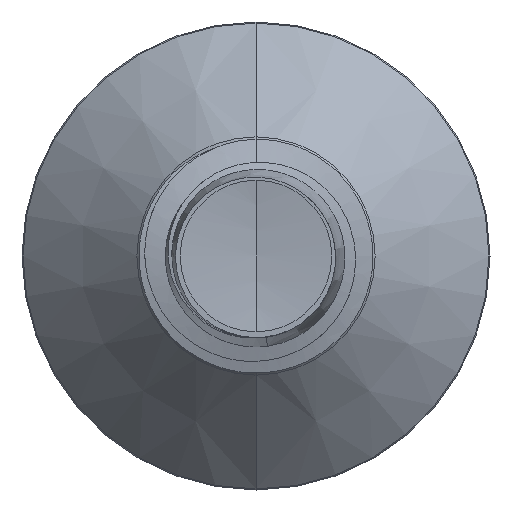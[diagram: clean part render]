
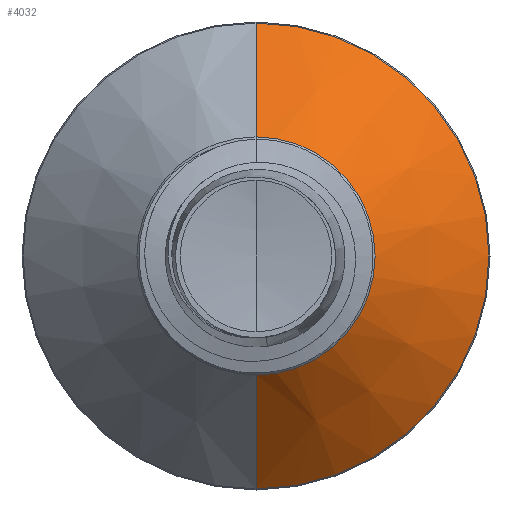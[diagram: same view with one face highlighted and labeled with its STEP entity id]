
A CAD part, front view. The second image highlights one B-rep face of the part: STEP entity #4032.
In plain terms, the highlighted conical face has half-angle 45 degrees and reference radius 1.782 mm.
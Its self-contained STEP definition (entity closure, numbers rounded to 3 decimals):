
#60 = ORIENTED_EDGE ( 'NONE', *, *, #836, .F. ) ;
#376 = CARTESIAN_POINT ( 'NONE',  ( 0., 1.632, 0. ) ) ;
#732 = VERTEX_POINT ( 'NONE', #3979 ) ;
#836 = EDGE_CURVE ( 'NONE', #8901, #732, #909, .T. ) ;
#909 = LINE ( 'NONE', #8342, #9288 ) ;
#962 = AXIS2_PLACEMENT_3D ( 'NONE', #8606, #4149, #9350 ) ;
#1206 = DIRECTION ( 'NONE',  ( 0., 0.707, 0.707 ) ) ;
#1544 = EDGE_CURVE ( 'NONE', #732, #1569, #7711, .T. ) ;
#1569 = VERTEX_POINT ( 'NONE', #10049 ) ;
#1691 = EDGE_CURVE ( 'NONE', #2922, #1569, #4849, .T. ) ;
#1799 = AXIS2_PLACEMENT_3D ( 'NONE', #5390, #10523, #6094 ) ;
#1876 = CARTESIAN_POINT ( 'NONE',  ( 0., 1.632, -1.782 ) ) ;
#2016 = EDGE_CURVE ( 'NONE', #8901, #2922, #4967, .T. ) ;
#2586 = VECTOR ( 'NONE', #3826, 1000. ) ;
#2922 = VERTEX_POINT ( 'NONE', #8943 ) ;
#3199 = ORIENTED_EDGE ( 'NONE', *, *, #1544, .F. ) ;
#3324 = DIRECTION ( 'NONE',  ( 0., 1., 0. ) ) ;
#3826 = DIRECTION ( 'NONE',  ( 0., 0.707, -0.707 ) ) ;
#3930 = EDGE_LOOP ( 'NONE', ( #5899, #5205, #3199, #60 ) ) ;
#3979 = CARTESIAN_POINT ( 'NONE',  ( 0., 3.335, 3.485 ) ) ;
#4032 = ADVANCED_FACE ( 'NONE', ( #6731 ), #8539, .T. ) ;
#4149 = DIRECTION ( 'NONE',  ( 0., 1., 0. ) ) ;
#4849 = LINE ( 'NONE', #1876, #2586 ) ;
#4967 = CIRCLE ( 'NONE', #1799, 1.782 ) ;
#5205 = ORIENTED_EDGE ( 'NONE', *, *, #1691, .T. ) ;
#5339 = CARTESIAN_POINT ( 'NONE',  ( 0., 1.632, 1.782 ) ) ;
#5390 = CARTESIAN_POINT ( 'NONE',  ( 0., 1.632, 0. ) ) ;
#5899 = ORIENTED_EDGE ( 'NONE', *, *, #2016, .T. ) ;
#6094 = DIRECTION ( 'NONE',  ( 0., 0., 1. ) ) ;
#6377 = DIRECTION ( 'NONE',  ( 0., 0., 1. ) ) ;
#6439 = AXIS2_PLACEMENT_3D ( 'NONE', #376, #3324, #6377 ) ;
#6731 = FACE_OUTER_BOUND ( 'NONE', #3930, .T. ) ;
#7711 = CIRCLE ( 'NONE', #962, 3.485 ) ;
#8342 = CARTESIAN_POINT ( 'NONE',  ( 0., 1.632, 1.782 ) ) ;
#8539 = CONICAL_SURFACE ( 'NONE', #6439, 1.782, 0.785 ) ;
#8606 = CARTESIAN_POINT ( 'NONE',  ( 0., 3.335, 0. ) ) ;
#8901 = VERTEX_POINT ( 'NONE', #5339 ) ;
#8943 = CARTESIAN_POINT ( 'NONE',  ( 0., 1.632, -1.782 ) ) ;
#9288 = VECTOR ( 'NONE', #1206, 1000. ) ;
#9350 = DIRECTION ( 'NONE',  ( 0., 0., 1. ) ) ;
#10049 = CARTESIAN_POINT ( 'NONE',  ( 0., 3.335, -3.485 ) ) ;
#10523 = DIRECTION ( 'NONE',  ( 0., 1., 0. ) ) ;
